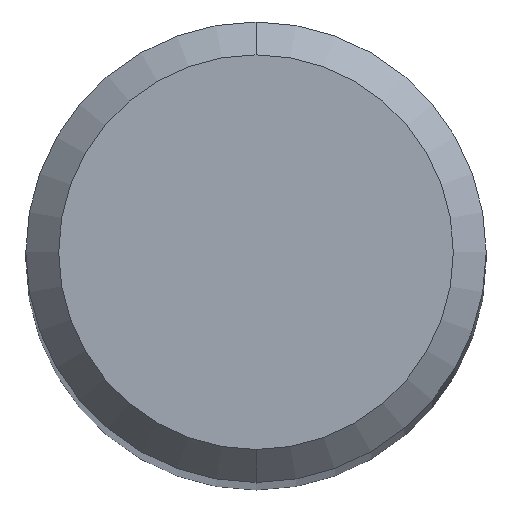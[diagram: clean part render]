
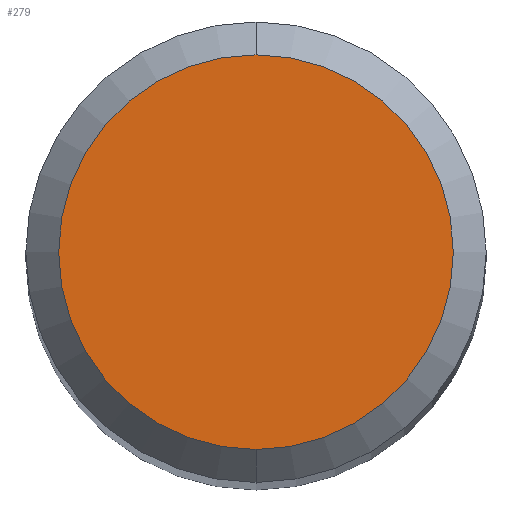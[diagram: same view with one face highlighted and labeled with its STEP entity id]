
A CAD part, top view. The second image highlights one B-rep face of the part: STEP entity #279.
In plain terms, the highlighted planar face has unit normal (0, 0, 1).
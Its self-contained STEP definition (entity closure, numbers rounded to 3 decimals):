
#161=VERTEX_POINT('',#401);
#163=EDGE_CURVE('',#219,#161,#403,.T.);
#219=VERTEX_POINT('',#463);
#279=ADVANCED_FACE('',(#536),#537,.T.);
#313=EDGE_CURVE('',#161,#219,#575,.T.);
#401=CARTESIAN_POINT('',(0.0,1.2,0.0));
#403=CIRCLE('',#671,1.2);
#463=CARTESIAN_POINT('',(0.,-1.2,0.0));
#536=FACE_OUTER_BOUND('',#838,.T.);
#537=PLANE('',#839);
#575=CIRCLE('',#890,1.2);
#671=AXIS2_PLACEMENT_3D('',#988,#989,#990);
#838=EDGE_LOOP('',(#1171,#1172));
#839=AXIS2_PLACEMENT_3D('',#1173,#1174,#1175);
#890=AXIS2_PLACEMENT_3D('',#1220,#1221,#1222);
#988=CARTESIAN_POINT('',(0.0,0.0,0.0));
#989=DIRECTION('',(0.0,0.0,-1.0));
#990=DIRECTION('',(0.0,1.0,0.0));
#1171=ORIENTED_EDGE('',*,*,#313,.F.);
#1172=ORIENTED_EDGE('',*,*,#163,.F.);
#1173=CARTESIAN_POINT('',(0.0,0.6,0.0));
#1174=DIRECTION('',(-0.0,0.0,1.0));
#1175=DIRECTION('',(0.0,-1.0,0.0));
#1220=CARTESIAN_POINT('',(0.0,0.0,0.0));
#1221=DIRECTION('',(0.0,0.0,-1.0));
#1222=DIRECTION('',(0.0,1.0,0.0));
